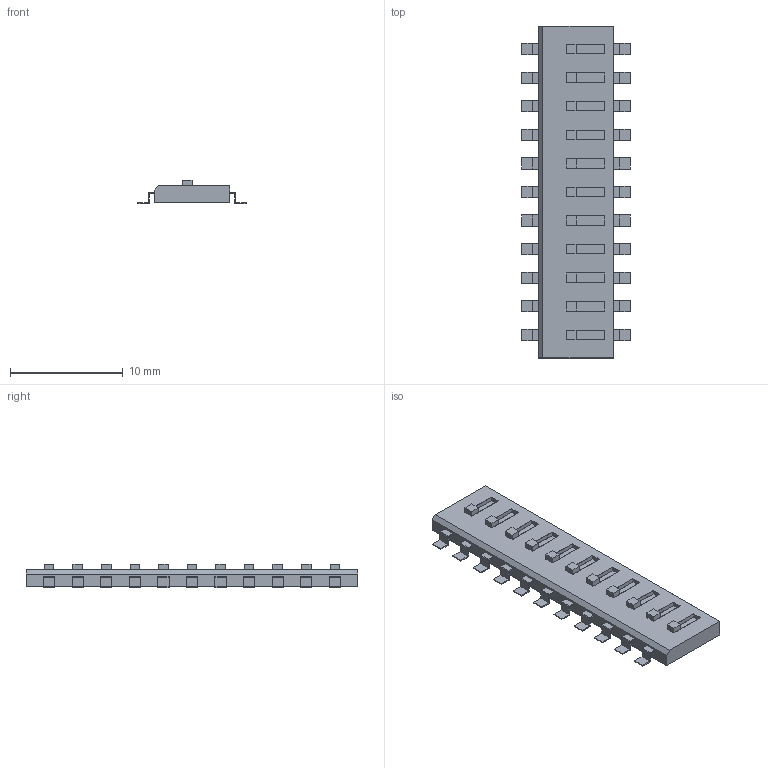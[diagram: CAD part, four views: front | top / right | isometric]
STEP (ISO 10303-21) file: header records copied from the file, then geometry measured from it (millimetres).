
FILE_DESCRIPTION(/* description */ ('model of SW_DIP_x11_W8.61mm_Slide_LowProfile'),/* implementation_level */ '2;1');
FILE_NAME(/* name */ 'SW_DIP_x11_W8.61mm_Slide_LowProfile.step',/* time_stamp */ '2017-10-30T19:23:16',/* author */ ('kicad StepUp','ksu'),/* organization */ ('FreeCAD'),/* preprocessor_version */ 'OCC',/* originating_system */ 'kicad StepUp',/* authorisation */ '');
FILE_SCHEMA(('AUTOMOTIVE_DESIGN { 1 0 10303 214 1 1 1 1 }'));
Length unit declared in the file: millimetre
Products named in the file (5): ASSEMBLY; SW_DIP_x11_W861mm_Slide_LowProfile001; Shape0_832368443115; Shape0_353181953146; SW_DIP_x11_W861mm_Slide_LowProfile
Assembly tree (4 placements, depth 2):
  ASSEMBLY
    SW_DIP_x11_W861mm_Slide_LowProfile001
    Shape0_832368443115
    Shape0_353181953146
    SW_DIP_x11_W861mm_Slide_LowProfile
Bounding box: 9.61 x 29.5 x 2.1 mm (x, y, z)
Volume: 589.8 mm3; surface area: 1398 mm2
Topology: 24 solids, 24 shells, 432 faces, 1064 edges, 702 vertices
Faces by surface type: plane 388, cylinder 44
Entity records: 13532 total; most frequent: CARTESIAN_POINT 2203, ORIENTED_EDGE 2128, DIRECTION 2026, EDGE_CURVE 1064, LINE 976, VECTOR 976, VERTEX_POINT 702, AXIS2_PLACEMENT_3D 525
